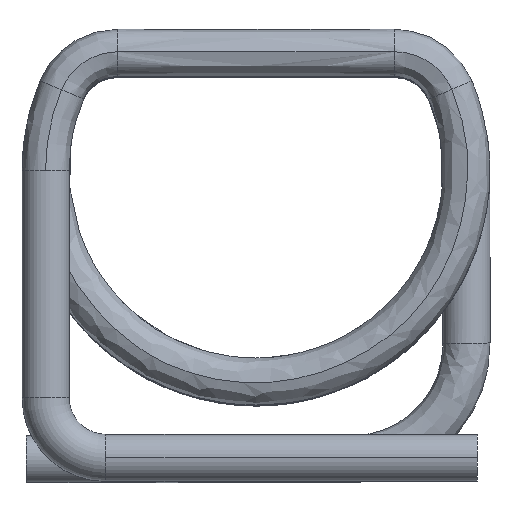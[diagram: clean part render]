
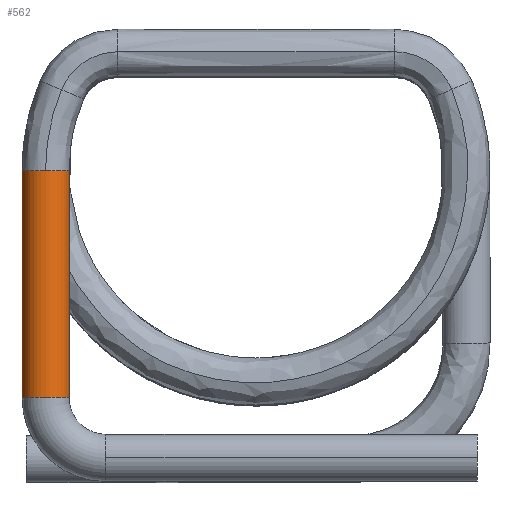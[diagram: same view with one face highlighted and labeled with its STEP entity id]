
A CAD part, top view. The second image highlights one B-rep face of the part: STEP entity #562.
In plain terms, the highlighted cylindrical face has radius 0.39 mm (diameter 0.78 mm), a partial arc.
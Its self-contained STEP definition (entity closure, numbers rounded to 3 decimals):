
#562 = ADVANCED_FACE ( 'NONE', ( #10861 ), #7432, .T. ) ;
#695 = CIRCLE ( 'NONE', #9766, 0.39 ) ;
#1443 = CARTESIAN_POINT ( 'NONE',  ( -3.095, -3.75, 0. ) ) ;
#1742 = CIRCLE ( 'NONE', #7025, 0.39 ) ;
#1822 = EDGE_CURVE ( 'NONE', #5846, #5658, #695, .T. ) ;
#2071 = DIRECTION ( 'NONE',  ( 0., 0., -1. ) ) ;
#2729 = VERTEX_POINT ( 'NONE', #10870 ) ;
#2751 = DIRECTION ( 'NONE',  ( -1., 0., 0. ) ) ;
#3503 = DIRECTION ( 'NONE',  ( 0., 1., 0. ) ) ;
#3773 = CARTESIAN_POINT ( 'NONE',  ( -3.875, 0., 0. ) ) ;
#3892 = VERTEX_POINT ( 'NONE', #6539 ) ;
#4955 = CARTESIAN_POINT ( 'NONE',  ( -3.875, -3.75, 0. ) ) ;
#5082 = EDGE_CURVE ( 'NONE', #2729, #3892, #5508, .T. ) ;
#5186 = EDGE_CURVE ( 'NONE', #9936, #2729, #1742, .T. ) ;
#5508 = LINE ( 'NONE', #1443, #5841 ) ;
#5521 = LINE ( 'NONE', #4955, #10590 ) ;
#5658 = VERTEX_POINT ( 'NONE', #3773 ) ;
#5774 = EDGE_LOOP ( 'NONE', ( #6510, #11012, #8412, #12235, #6341 ) ) ;
#5841 = VECTOR ( 'NONE', #12922, 1000. ) ;
#5846 = VERTEX_POINT ( 'NONE', #6142 ) ;
#5895 = DIRECTION ( 'NONE',  ( 0., 1., 0. ) ) ;
#6140 = DIRECTION ( 'NONE',  ( 0., -1., 0. ) ) ;
#6142 = CARTESIAN_POINT ( 'NONE',  ( -3.485, 0., 0.39 ) ) ;
#6230 = CARTESIAN_POINT ( 'NONE',  ( -3.485, 0., 0. ) ) ;
#6341 = ORIENTED_EDGE ( 'NONE', *, *, #9204, .F. ) ;
#6409 = EDGE_CURVE ( 'NONE', #3892, #5846, #13429, .T. ) ;
#6510 = ORIENTED_EDGE ( 'NONE', *, *, #5186, .T. ) ;
#6539 = CARTESIAN_POINT ( 'NONE',  ( -3.095, 0., 0. ) ) ;
#7025 = AXIS2_PLACEMENT_3D ( 'NONE', #12871, #3503, #7552 ) ;
#7230 = DIRECTION ( 'NONE',  ( -1., 0., 0. ) ) ;
#7362 = DIRECTION ( 'NONE',  ( 0., -1., 0. ) ) ;
#7432 = CYLINDRICAL_SURFACE ( 'NONE', #8575, 0.39 ) ;
#7552 = DIRECTION ( 'NONE',  ( -1., 0., 0. ) ) ;
#8412 = ORIENTED_EDGE ( 'NONE', *, *, #6409, .T. ) ;
#8575 = AXIS2_PLACEMENT_3D ( 'NONE', #8868, #5895, #2751 ) ;
#8868 = CARTESIAN_POINT ( 'NONE',  ( -3.485, -3.75, 0. ) ) ;
#9204 = EDGE_CURVE ( 'NONE', #9936, #5658, #5521, .T. ) ;
#9248 = DIRECTION ( 'NONE',  ( 0., 1., 0. ) ) ;
#9390 = AXIS2_PLACEMENT_3D ( 'NONE', #6230, #6140, #2071 ) ;
#9766 = AXIS2_PLACEMENT_3D ( 'NONE', #12492, #7362, #7230 ) ;
#9936 = VERTEX_POINT ( 'NONE', #13044 ) ;
#10590 = VECTOR ( 'NONE', #9248, 1000. ) ;
#10861 = FACE_OUTER_BOUND ( 'NONE', #5774, .T. ) ;
#10870 = CARTESIAN_POINT ( 'NONE',  ( -3.095, -3.75, 0. ) ) ;
#11012 = ORIENTED_EDGE ( 'NONE', *, *, #5082, .T. ) ;
#12235 = ORIENTED_EDGE ( 'NONE', *, *, #1822, .T. ) ;
#12492 = CARTESIAN_POINT ( 'NONE',  ( -3.485, 0., 0. ) ) ;
#12871 = CARTESIAN_POINT ( 'NONE',  ( -3.485, -3.75, 0. ) ) ;
#12922 = DIRECTION ( 'NONE',  ( 0., 1., 0. ) ) ;
#13044 = CARTESIAN_POINT ( 'NONE',  ( -3.875, -3.75, 0. ) ) ;
#13429 = CIRCLE ( 'NONE', #9390, 0.39 ) ;
